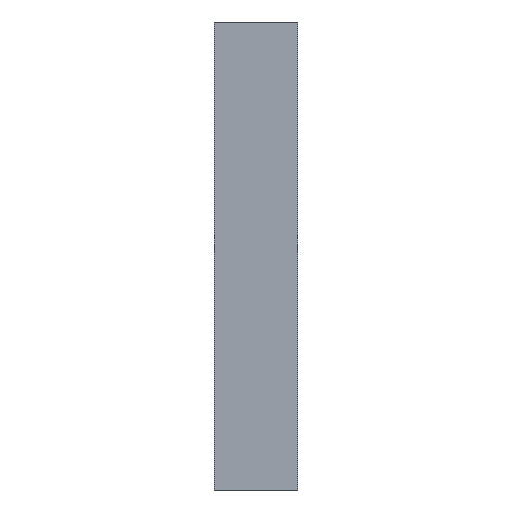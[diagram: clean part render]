
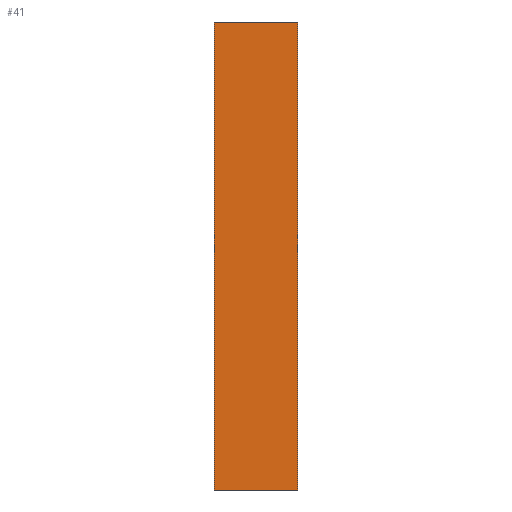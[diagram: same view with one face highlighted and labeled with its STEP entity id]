
A CAD part, left-side view. The second image highlights one B-rep face of the part: STEP entity #41.
In plain terms, the highlighted planar face has unit normal (-1, 0, 0).
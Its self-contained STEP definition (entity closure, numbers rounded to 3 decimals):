
#15 = CARTESIAN_POINT ( 'NONE',  ( -50., -75., 420. ) ) ;
#22 = VECTOR ( 'NONE', #160, 1000. ) ;
#34 = VERTEX_POINT ( 'NONE', #114 ) ;
#35 = CARTESIAN_POINT ( 'NONE',  ( -50., -75., 420. ) ) ;
#36 = PLANE ( 'NONE',  #189 ) ;
#41 = ADVANCED_FACE ( 'NONE', ( #258 ), #36, .F. ) ;
#43 = DIRECTION ( 'NONE',  ( 0., 0., -1. ) ) ;
#50 = ORIENTED_EDGE ( 'NONE', *, *, #229, .F. ) ;
#67 = DIRECTION ( 'NONE',  ( 1., 0., 0. ) ) ;
#91 = CARTESIAN_POINT ( 'NONE',  ( -50., -75., 420. ) ) ;
#101 = CARTESIAN_POINT ( 'NONE',  ( -50., -75., -420. ) ) ;
#112 = EDGE_LOOP ( 'NONE', ( #233, #172, #50, #194 ) ) ;
#114 = CARTESIAN_POINT ( 'NONE',  ( -50., -75., -420. ) ) ;
#134 = EDGE_CURVE ( 'NONE', #141, #34, #235, .T. ) ;
#136 = LINE ( 'NONE', #101, #22 ) ;
#141 = VERTEX_POINT ( 'NONE', #35 ) ;
#152 = VECTOR ( 'NONE', #360, 1000. ) ;
#160 = DIRECTION ( 'NONE',  ( 0., -1., 0. ) ) ;
#172 = ORIENTED_EDGE ( 'NONE', *, *, #134, .F. ) ;
#175 = VERTEX_POINT ( 'NONE', #268 ) ;
#189 = AXIS2_PLACEMENT_3D ( 'NONE', #326, #67, #325 ) ;
#194 = ORIENTED_EDGE ( 'NONE', *, *, #273, .T. ) ;
#221 = CARTESIAN_POINT ( 'NONE',  ( -50., 75., 420. ) ) ;
#229 = EDGE_CURVE ( 'NONE', #292, #141, #234, .T. ) ;
#233 = ORIENTED_EDGE ( 'NONE', *, *, #283, .T. ) ;
#234 = LINE ( 'NONE', #15, #152 ) ;
#235 = LINE ( 'NONE', #91, #290 ) ;
#240 = DIRECTION ( 'NONE',  ( 0., 0., -1. ) ) ;
#258 = FACE_OUTER_BOUND ( 'NONE', #112, .T. ) ;
#268 = CARTESIAN_POINT ( 'NONE',  ( -50., 75., -420. ) ) ;
#273 = EDGE_CURVE ( 'NONE', #292, #175, #367, .T. ) ;
#283 = EDGE_CURVE ( 'NONE', #175, #34, #136, .T. ) ;
#290 = VECTOR ( 'NONE', #240, 1000. ) ;
#292 = VERTEX_POINT ( 'NONE', #364 ) ;
#301 = VECTOR ( 'NONE', #43, 1000. ) ;
#325 = DIRECTION ( 'NONE',  ( 0., 1., 0. ) ) ;
#326 = CARTESIAN_POINT ( 'NONE',  ( -50., -75., 420. ) ) ;
#360 = DIRECTION ( 'NONE',  ( 0., -1., 0. ) ) ;
#364 = CARTESIAN_POINT ( 'NONE',  ( -50., 75., 420. ) ) ;
#367 = LINE ( 'NONE', #221, #301 ) ;
